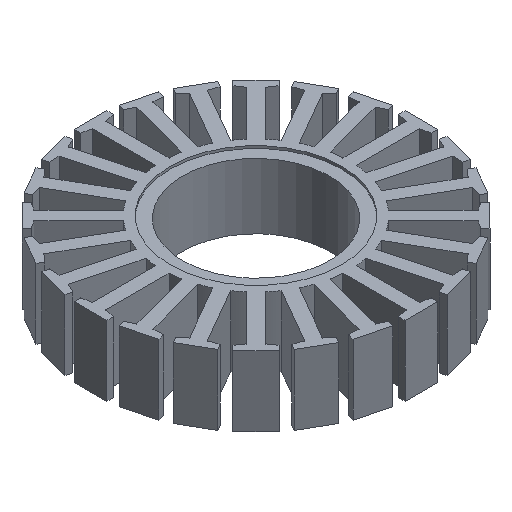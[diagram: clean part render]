
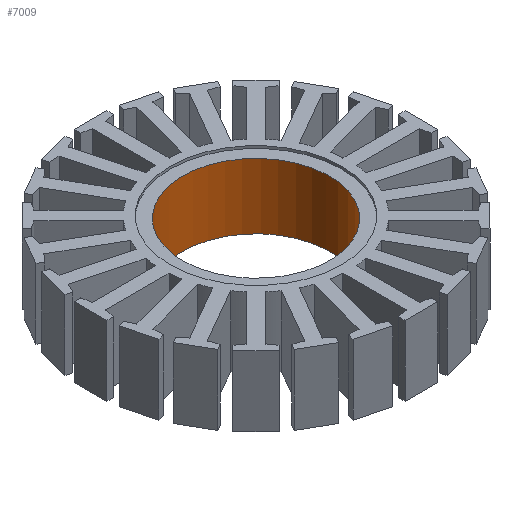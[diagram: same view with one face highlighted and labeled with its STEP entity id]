
A CAD part, isometric view. The second image highlights one B-rep face of the part: STEP entity #7009.
In plain terms, the highlighted cylindrical face has radius 9 mm (diameter 18 mm), a full revolution.
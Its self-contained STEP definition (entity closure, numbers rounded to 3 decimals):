
#6976 = EDGE_CURVE('',#6977,#6977,#6979,.T.);
#6977 = VERTEX_POINT('',#6978);
#6978 = CARTESIAN_POINT('',(8.923,-1.175,-4.));
#6979 = CIRCLE('',#6980,9.);
#6980 = AXIS2_PLACEMENT_3D('',#6981,#6982,#6983);
#6981 = CARTESIAN_POINT('',(0.,0.,-4.));
#6982 = DIRECTION('',(0.,0.,-1.));
#6983 = DIRECTION('',(1.,0.,0.));
#6996 = EDGE_CURVE('',#6997,#6997,#6999,.T.);
#6997 = VERTEX_POINT('',#6998);
#6998 = CARTESIAN_POINT('',(8.923,-1.175,4.));
#6999 = CIRCLE('',#7000,9.);
#7000 = AXIS2_PLACEMENT_3D('',#7001,#7002,#7003);
#7001 = CARTESIAN_POINT('',(0.,0.,4.));
#7002 = DIRECTION('',(0.,0.,-1.));
#7003 = DIRECTION('',(1.,0.,0.));
#7009 = ADVANCED_FACE('',(#7010),#7020,.F.);
#7010 = FACE_BOUND('',#7011,.T.);
#7011 = EDGE_LOOP('',(#7012,#7013,#7018,#7019));
#7012 = ORIENTED_EDGE('',*,*,#6996,.F.);
#7013 = ORIENTED_EDGE('',*,*,#7014,.T.);
#7014 = EDGE_CURVE('',#6997,#6977,#7015,.T.);
#7015 = B_SPLINE_CURVE_WITH_KNOTS('',1,(#7016,#7017),.UNSPECIFIED.,.F.,
  .F.,(2,2),(-8.6,0.),.PIECEWISE_BEZIER_KNOTS.);
#7016 = CARTESIAN_POINT('',(8.923,-1.175,4.3));
#7017 = CARTESIAN_POINT('',(8.923,-1.175,-4.3));
#7018 = ORIENTED_EDGE('',*,*,#6976,.T.);
#7019 = ORIENTED_EDGE('',*,*,#7014,.F.);
#7020 = CYLINDRICAL_SURFACE('',#7021,9.);
#7021 = AXIS2_PLACEMENT_3D('',#7022,#7023,#7024);
#7022 = CARTESIAN_POINT('',(0.,0.,-4.3));
#7023 = DIRECTION('',(-0.,-0.,-1.));
#7024 = DIRECTION('',(1.,0.,0.));
